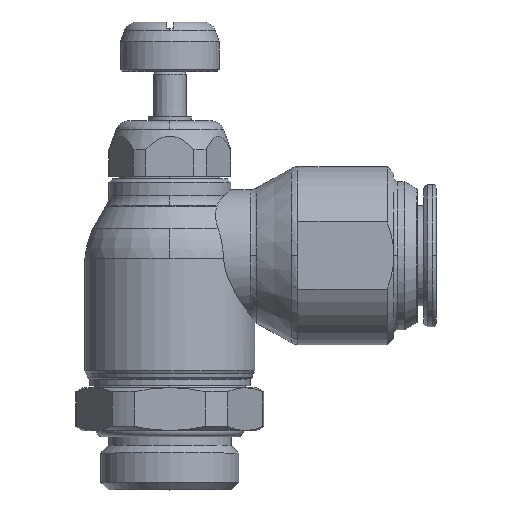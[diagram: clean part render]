
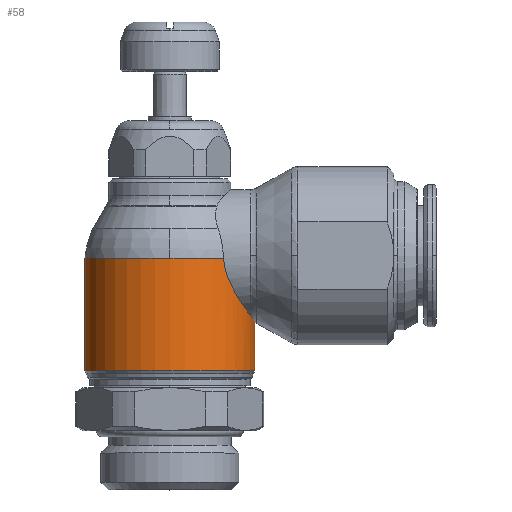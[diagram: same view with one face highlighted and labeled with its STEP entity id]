
A CAD part, top view. The second image highlights one B-rep face of the part: STEP entity #58.
In plain terms, the highlighted cylindrical face has radius 12.9 mm (diameter 25.8 mm), a partial arc.
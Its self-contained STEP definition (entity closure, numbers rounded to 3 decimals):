
#58=ADVANCED_FACE('',(#238),#239,.T.);
#238=FACE_OUTER_BOUND('',#584,.T.);
#239=CYLINDRICAL_SURFACE('',#585,12.9);
#584=EDGE_LOOP('',(#995,#996,#997,#998,#999,#1000,#1001));
#585=AXIS2_PLACEMENT_3D('',#1002,#1003,#1004);
#995=ORIENTED_EDGE('',*,*,#2269,.F.);
#996=ORIENTED_EDGE('',*,*,#2270,.T.);
#997=ORIENTED_EDGE('',*,*,#2271,.F.);
#998=ORIENTED_EDGE('',*,*,#2272,.T.);
#999=ORIENTED_EDGE('',*,*,#2273,.T.);
#1000=ORIENTED_EDGE('',*,*,#2267,.F.);
#1001=ORIENTED_EDGE('',*,*,#2274,.F.);
#1002=CARTESIAN_POINT('',(0.0,26.604,0.0));
#1003=DIRECTION('',(0.0,1.0,0.0));
#1004=DIRECTION('',(-1.0,0.0,0.0));
#2267=EDGE_CURVE('',#2711,#2713,#2714,.T.);
#2269=EDGE_CURVE('',#2716,#2717,#2718,.T.);
#2270=EDGE_CURVE('',#2716,#2719,#2720,.T.);
#2271=EDGE_CURVE('',#2721,#2719,#2722,.T.);
#2272=EDGE_CURVE('',#2721,#2723,#2724,.T.);
#2273=EDGE_CURVE('',#2723,#2713,#2725,.T.);
#2274=EDGE_CURVE('',#2717,#2711,#2726,.T.);
#2711=VERTEX_POINT('',#3465);
#2713=VERTEX_POINT('',#3467);
#2714=CIRCLE('',#3468,12.9);
#2716=VERTEX_POINT('',#3491);
#2717=VERTEX_POINT('',#3492);
#2718=LINE('',#3493,#3494);
#2719=VERTEX_POINT('',#3495);
#2720=CIRCLE('',#3496,12.9);
#2721=VERTEX_POINT('',#3497);
#2722=LINE('',#3498,#3499);
#2723=VERTEX_POINT('',#3500);
#2724=B_SPLINE_CURVE_WITH_KNOTS('',3,(#3501,#3502,#3503,#3504,#3505,#3506,#3507,#3508,#3509,#3510,#3511,#3512,#3513,#3514),.UNSPECIFIED.,.F.,.F.,(4,2,2,2,2,2,4),(0.0,2.716,3.986,4.981,6.21,8.896,9.071),.UNSPECIFIED.);
#2725=B_SPLINE_CURVE_WITH_KNOTS('',3,(#3515,#3516,#3517,#3518,#3519,#3520,#3521,#3522,#3523,#3524,#3525,#3526,#3527,#3528,#3529,#3530),.UNSPECIFIED.,.F.,.F.,(4,2,2,2,2,2,2,4),(20.002,21.981,23.96,25.992,28.023,30.054,31.07,32.086),.UNSPECIFIED.);
#2726=CIRCLE('',#3531,12.9);
#3465=CARTESIAN_POINT('',(0.,35.134,12.9));
#3467=CARTESIAN_POINT('',(8.16,35.134,9.991));
#3468=AXIS2_PLACEMENT_3D('',#5053,#5054,#5055);
#3491=CARTESIAN_POINT('',(-12.9,18.075,0.0));
#3492=CARTESIAN_POINT('',(-12.9,35.134,0.));
#3493=CARTESIAN_POINT('',(-12.9,26.604,0.));
#3494=VECTOR('',#5056,1.0);
#3495=CARTESIAN_POINT('',(12.9,18.075,0.));
#3496=AXIS2_PLACEMENT_3D('',#5057,#5058,#5059);
#3497=CARTESIAN_POINT('',(12.9,25.413,0.));
#3498=CARTESIAN_POINT('',(12.9,26.604,0.));
#3499=VECTOR('',#5060,1.0);
#3500=CARTESIAN_POINT('',(12.173,26.507,4.269));
#3501=CARTESIAN_POINT('',(12.173,26.507,-4.269));
#3502=CARTESIAN_POINT('',(12.447,26.138,-3.488));
#3503=CARTESIAN_POINT('',(12.652,25.815,-2.667));
#3504=CARTESIAN_POINT('',(12.832,25.526,-1.384));
#3505=CARTESIAN_POINT('',(12.87,25.462,-0.969));
#3506=CARTESIAN_POINT('',(12.902,25.409,-0.217));
#3507=CARTESIAN_POINT('',(12.904,25.407,0.113));
#3508=CARTESIAN_POINT('',(12.878,25.449,0.852));
#3509=CARTESIAN_POINT('',(12.845,25.505,1.255));
#3510=CARTESIAN_POINT('',(12.681,25.769,2.522));
#3511=CARTESIAN_POINT('',(12.487,26.077,3.34));
#3512=CARTESIAN_POINT('',(12.208,26.46,4.168));
#3513=CARTESIAN_POINT('',(12.191,26.483,4.218));
#3514=CARTESIAN_POINT('',(12.173,26.507,4.269));
#3515=CARTESIAN_POINT('',(12.292,26.348,3.914));
#3516=CARTESIAN_POINT('',(12.097,26.608,4.526));
#3517=CARTESIAN_POINT('',(11.861,26.928,5.106));
#3518=CARTESIAN_POINT('',(11.346,27.651,6.166));
#3519=CARTESIAN_POINT('',(11.067,28.056,6.648));
#3520=CARTESIAN_POINT('',(10.505,28.913,7.505));
#3521=CARTESIAN_POINT('',(10.199,29.401,7.912));
#3522=CARTESIAN_POINT('',(9.597,30.463,8.633));
#3523=CARTESIAN_POINT('',(9.3,31.036,8.948));
#3524=CARTESIAN_POINT('',(8.776,32.246,9.461));
#3525=CARTESIAN_POINT('',(8.551,32.884,9.661));
#3526=CARTESIAN_POINT('',(8.315,33.869,9.863));
#3527=CARTESIAN_POINT('',(8.253,34.202,9.914));
#3528=CARTESIAN_POINT('',(8.171,34.873,9.983));
#3529=CARTESIAN_POINT('',(8.149,35.211,10.0));
#3530=CARTESIAN_POINT('',(8.149,35.55,10.0));
#3531=AXIS2_PLACEMENT_3D('',#5061,#5062,#5063);
#5053=CARTESIAN_POINT('',(0.0,35.134,0.0));
#5054=DIRECTION('',(0.0,1.0,0.0));
#5055=DIRECTION('',(-1.0,0.0,0.0));
#5056=DIRECTION('',(0.0,1.0,0.0));
#5057=CARTESIAN_POINT('',(0.0,18.075,0.0));
#5058=DIRECTION('',(0.0,1.0,0.0));
#5059=DIRECTION('',(-1.0,0.0,0.0));
#5060=DIRECTION('',(-0.0,-1.0,-0.0));
#5061=CARTESIAN_POINT('',(0.0,35.134,0.0));
#5062=DIRECTION('',(0.0,1.0,0.0));
#5063=DIRECTION('',(-1.0,0.0,0.0));
